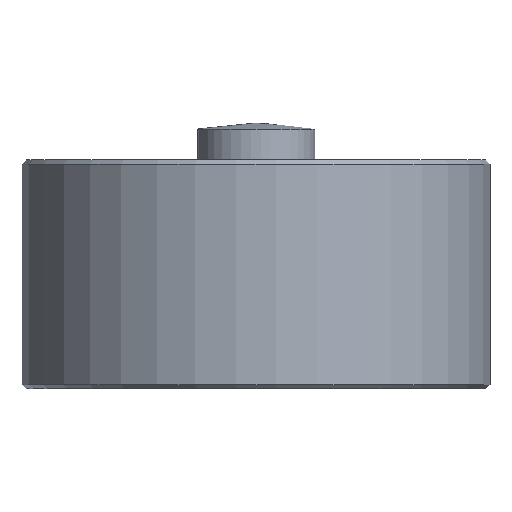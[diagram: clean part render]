
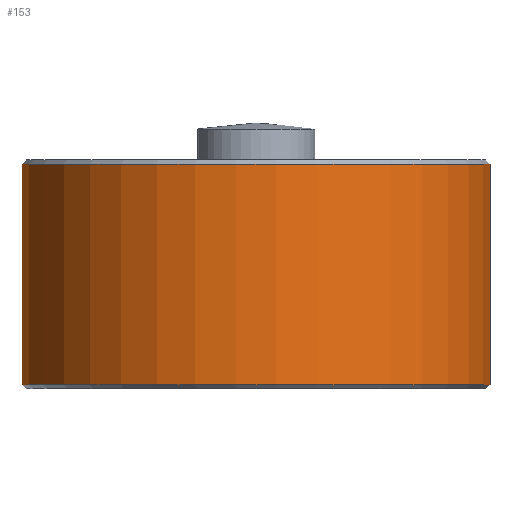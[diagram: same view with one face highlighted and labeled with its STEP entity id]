
A CAD part, front view. The second image highlights one B-rep face of the part: STEP entity #153.
In plain terms, the highlighted cylindrical face has radius 15.9 mm (diameter 31.8 mm), a full revolution.
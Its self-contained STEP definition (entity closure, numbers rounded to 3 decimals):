
#153 = ADVANCED_FACE( '', ( #451, #452, #453 ), #454, .T. );
#451 = FACE_BOUND( '', #915, .T. );
#452 = FACE_OUTER_BOUND( '', #916, .T. );
#453 = FACE_OUTER_BOUND( '', #917, .T. );
#454 = CYLINDRICAL_SURFACE( '', #918, 15.9 );
#915 = EDGE_LOOP( '', ( #1537 ) );
#916 = EDGE_LOOP( '', ( #1538 ) );
#917 = EDGE_LOOP( '', ( #1539 ) );
#918 = AXIS2_PLACEMENT_3D( '', #1540, #1541, #1542 );
#1537 = ORIENTED_EDGE( '', *, *, #2059, .T. );
#1538 = ORIENTED_EDGE( '', *, *, #2060, .T. );
#1539 = ORIENTED_EDGE( '', *, *, #2061, .T. );
#1540 = CARTESIAN_POINT( '', ( 0., 0., 13.5 ) );
#1541 = DIRECTION( '', ( 0., 0., -1. ) );
#1542 = DIRECTION( '', ( 0.707, -0.707, 0. ) );
#2059 = EDGE_CURVE( '', #2159, #2159, #2160, .T. );
#2060 = EDGE_CURVE( '', #2161, #2161, #2162, .T. );
#2061 = EDGE_CURVE( '', #2163, #2163, #2164, .T. );
#2159 = VERTEX_POINT( '', #2281 );
#2160 = B_SPLINE_CURVE_WITH_KNOTS( '', 3, ( #2282, #2283, #2284, #2285, #2286, #2287, #2288, #2289, #2290, #2291, #2292, #2293, #2294, #2295, #2296, #2297, #2298, #2299, #2300, #2301, #2302, #2303, #2304, #2305, #2306, #2307, #2308, #2309, #2310, #2311, #2312, #2313, #2314, #2315, #2316, #2317, #2318, #2319, #2320, #2321, #2322, #2323, #2324, #2325, #2326, #2327, #2328, #2329, #2330, #2331, #2332, #2333, #2334, #2335, #2336, #2337, #2338, #2339, #2340, #2341, #2342, #2343, #2344, #2345, #2346, #2347 ), .UNSPECIFIED., .T., .F., ( 2, 2, 2, 2, 2, 2, 2, 2, 2, 2, 2, 2, 2, 2, 2, 2, 2, 2, 2, 2, 2, 2, 2, 2, 2, 2, 2, 2, 2, 2, 2, 2, 2, 2, 2 ), ( -0.001, 0., 0.001, 0.002, 0.002, 0.003, 0.004, 0.005, 0.005, 0.006, 0.007, 0.008, 0.009, 0.009, 0.01, 0.011, 0.012, 0.013, 0.013, 0.014, 0.015, 0.016, 0.016, 0.017, 0.018, 0.019, 0.02, 0.02, 0.021, 0.022, 0.023, 0.024, 0.024, 0.025, 0.026 ), .UNSPECIFIED. );
#2161 = VERTEX_POINT( '', #2348 );
#2162 = CIRCLE( '', #2349, 15.9 );
#2163 = VERTEX_POINT( '', #2350 );
#2164 = CIRCLE( '', #2351, 15.9 );
#2281 = CARTESIAN_POINT( '', ( 0., 15.9, 11.5 ) );
#2282 = CARTESIAN_POINT( '', ( 0.265, 15.9, 11.5 ) );
#2283 = CARTESIAN_POINT( '', ( -0.265, 15.9, 11.5 ) );
#2284 = CARTESIAN_POINT( '', ( -0.526, 15.893, 11.474 ) );
#2285 = CARTESIAN_POINT( '', ( -1.039, 15.868, 11.372 ) );
#2286 = CARTESIAN_POINT( '', ( -1.293, 15.849, 11.294 ) );
#2287 = CARTESIAN_POINT( '', ( -1.777, 15.802, 11.093 ) );
#2288 = CARTESIAN_POINT( '', ( -2.007, 15.774, 10.97 ) );
#2289 = CARTESIAN_POINT( '', ( -2.441, 15.713, 10.68 ) );
#2290 = CARTESIAN_POINT( '', ( -2.645, 15.68, 10.512 ) );
#2291 = CARTESIAN_POINT( '', ( -3.013, 15.613, 10.144 ) );
#2292 = CARTESIAN_POINT( '', ( -3.178, 15.58, 9.943 ) );
#2293 = CARTESIAN_POINT( '', ( -3.47, 15.517, 9.507 ) );
#2294 = CARTESIAN_POINT( '', ( -3.594, 15.489, 9.276 ) );
#2295 = CARTESIAN_POINT( '', ( -3.794, 15.441, 8.795 ) );
#2296 = CARTESIAN_POINT( '', ( -3.871, 15.422, 8.542 ) );
#2297 = CARTESIAN_POINT( '', ( -3.974, 15.395, 8.025 ) );
#2298 = CARTESIAN_POINT( '', ( -4., 15.389, 7.765 ) );
#2299 = CARTESIAN_POINT( '', ( -4., 15.389, 7.24 ) );
#2300 = CARTESIAN_POINT( '', ( -3.974, 15.395, 6.974 ) );
#2301 = CARTESIAN_POINT( '', ( -3.871, 15.422, 6.46 ) );
#2302 = CARTESIAN_POINT( '', ( -3.796, 15.441, 6.21 ) );
#2303 = CARTESIAN_POINT( '', ( -3.594, 15.489, 5.725 ) );
#2304 = CARTESIAN_POINT( '', ( -3.469, 15.518, 5.492 ) );
#2305 = CARTESIAN_POINT( '', ( -3.181, 15.579, 5.06 ) );
#2306 = CARTESIAN_POINT( '', ( -3.014, 15.613, 4.857 ) );
#2307 = CARTESIAN_POINT( '', ( -2.643, 15.68, 4.487 ) );
#2308 = CARTESIAN_POINT( '', ( -2.443, 15.713, 4.322 ) );
#2309 = CARTESIAN_POINT( '', ( -2.01, 15.774, 4.032 ) );
#2310 = CARTESIAN_POINT( '', ( -1.776, 15.802, 3.906 ) );
#2311 = CARTESIAN_POINT( '', ( -1.293, 15.849, 3.706 ) );
#2312 = CARTESIAN_POINT( '', ( -1.044, 15.868, 3.63 ) );
#2313 = CARTESIAN_POINT( '', ( -0.529, 15.893, 3.526 ) );
#2314 = CARTESIAN_POINT( '', ( -0.263, 15.9, 3.5 ) );
#2315 = CARTESIAN_POINT( '', ( 0.26, 15.9, 3.5 ) );
#2316 = CARTESIAN_POINT( '', ( 0.521, 15.894, 3.525 ) );
#2317 = CARTESIAN_POINT( '', ( 1.041, 15.868, 3.629 ) );
#2318 = CARTESIAN_POINT( '', ( 1.291, 15.849, 3.705 ) );
#2319 = CARTESIAN_POINT( '', ( 1.773, 15.803, 3.905 ) );
#2320 = CARTESIAN_POINT( '', ( 2.007, 15.774, 4.03 ) );
#2321 = CARTESIAN_POINT( '', ( 2.441, 15.713, 4.321 ) );
#2322 = CARTESIAN_POINT( '', ( 2.642, 15.68, 4.485 ) );
#2323 = CARTESIAN_POINT( '', ( 3.011, 15.613, 4.854 ) );
#2324 = CARTESIAN_POINT( '', ( 3.179, 15.58, 5.058 ) );
#2325 = CARTESIAN_POINT( '', ( 3.468, 15.518, 5.49 ) );
#2326 = CARTESIAN_POINT( '', ( 3.592, 15.489, 5.72 ) );
#2327 = CARTESIAN_POINT( '', ( 3.794, 15.441, 6.206 ) );
#2328 = CARTESIAN_POINT( '', ( 3.871, 15.422, 6.458 ) );
#2329 = CARTESIAN_POINT( '', ( 3.973, 15.396, 6.97 ) );
#2330 = CARTESIAN_POINT( '', ( 4., 15.389, 7.234 ) );
#2331 = CARTESIAN_POINT( '', ( 4., 15.389, 7.762 ) );
#2332 = CARTESIAN_POINT( '', ( 3.974, 15.395, 8.022 ) );
#2333 = CARTESIAN_POINT( '', ( 3.872, 15.421, 8.536 ) );
#2334 = CARTESIAN_POINT( '', ( 3.795, 15.441, 8.791 ) );
#2335 = CARTESIAN_POINT( '', ( 3.595, 15.489, 9.274 ) );
#2336 = CARTESIAN_POINT( '', ( 3.472, 15.517, 9.504 ) );
#2337 = CARTESIAN_POINT( '', ( 3.181, 15.579, 9.94 ) );
#2338 = CARTESIAN_POINT( '', ( 3.014, 15.613, 10.143 ) );
#2339 = CARTESIAN_POINT( '', ( 2.647, 15.679, 10.51 ) );
#2340 = CARTESIAN_POINT( '', ( 2.444, 15.713, 10.677 ) );
#2341 = CARTESIAN_POINT( '', ( 2.008, 15.774, 10.969 ) );
#2342 = CARTESIAN_POINT( '', ( 1.779, 15.802, 11.092 ) );
#2343 = CARTESIAN_POINT( '', ( 1.297, 15.849, 11.293 ) );
#2344 = CARTESIAN_POINT( '', ( 1.042, 15.868, 11.371 ) );
#2345 = CARTESIAN_POINT( '', ( 0.527, 15.893, 11.474 ) );
#2346 = CARTESIAN_POINT( '', ( 0.265, 15.9, 11.5 ) );
#2347 = CARTESIAN_POINT( '', ( -0.265, 15.9, 11.5 ) );
#2348 = CARTESIAN_POINT( '', ( 11.243, -11.243, 0.3 ) );
#2349 = AXIS2_PLACEMENT_3D( '', #2465, #2466, #2467 );
#2350 = CARTESIAN_POINT( '', ( -11.243, 11.243, 15.2 ) );
#2351 = AXIS2_PLACEMENT_3D( '', #2468, #2469, #2470 );
#2465 = CARTESIAN_POINT( '', ( 0., 0., 0.3 ) );
#2466 = DIRECTION( '', ( 0., 0., 1. ) );
#2467 = DIRECTION( '', ( 0.707, -0.707, 0. ) );
#2468 = CARTESIAN_POINT( '', ( 0., 0., 15.2 ) );
#2469 = DIRECTION( '', ( 0., 0., -1. ) );
#2470 = DIRECTION( '', ( -0.707, 0.707, 0. ) );
